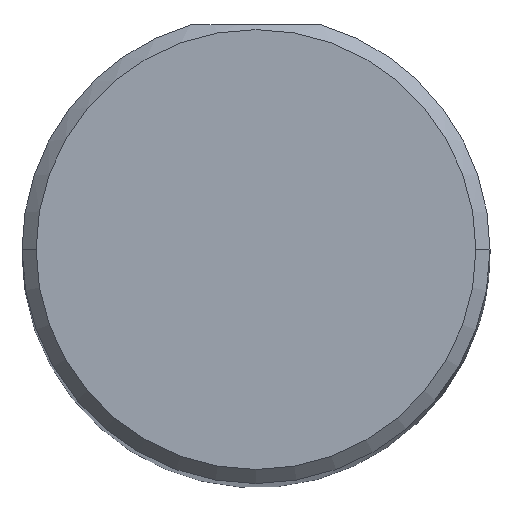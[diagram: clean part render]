
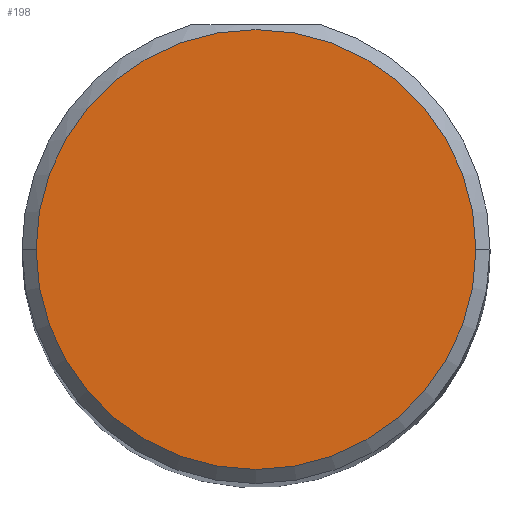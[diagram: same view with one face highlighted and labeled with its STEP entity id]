
A CAD part, top view. The second image highlights one B-rep face of the part: STEP entity #198.
In plain terms, the highlighted planar face has unit normal (0, 0, 1).
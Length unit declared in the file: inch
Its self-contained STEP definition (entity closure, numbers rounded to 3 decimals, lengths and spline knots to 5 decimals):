
#78 = DIRECTION ( 'NONE',  ( -1., 0., 0. ) ) ;
#146 = DIRECTION ( 'NONE',  ( 0., 0., -1. ) ) ;
#159 = CIRCLE ( 'NONE', #257, 0.235 ) ;
#167 = ORIENTED_EDGE ( 'NONE', *, *, #524, .F. ) ;
#198 = ADVANCED_FACE ( 'NONE', ( #275 ), #522, .T. ) ;
#221 = CARTESIAN_POINT ( 'NONE',  ( 0.765, 0., 3. ) ) ;
#229 = EDGE_LOOP ( 'NONE', ( #167, #711 ) ) ;
#257 = AXIS2_PLACEMENT_3D ( 'NONE', #633, #146, #78 ) ;
#275 = FACE_OUTER_BOUND ( 'NONE', #229, .T. ) ;
#332 = AXIS2_PLACEMENT_3D ( 'NONE', #388, #518, #575 ) ;
#342 = CIRCLE ( 'NONE', #428, 0.235 ) ;
#369 = DIRECTION ( 'NONE',  ( 0., 0., -1. ) ) ;
#388 = CARTESIAN_POINT ( 'NONE',  ( 1., 0., 3. ) ) ;
#413 = EDGE_CURVE ( 'NONE', #624, #536, #342, .T. ) ;
#428 = AXIS2_PLACEMENT_3D ( 'NONE', #742, #369, #497 ) ;
#497 = DIRECTION ( 'NONE',  ( -1., 0., 0. ) ) ;
#518 = DIRECTION ( 'NONE',  ( 0., 0., 1. ) ) ;
#522 = PLANE ( 'NONE',  #332 ) ;
#524 = EDGE_CURVE ( 'NONE', #536, #624, #159, .T. ) ;
#536 = VERTEX_POINT ( 'NONE', #637 ) ;
#575 = DIRECTION ( 'NONE',  ( -1., 0., 0. ) ) ;
#624 = VERTEX_POINT ( 'NONE', #221 ) ;
#633 = CARTESIAN_POINT ( 'NONE',  ( 1., 0., 3. ) ) ;
#637 = CARTESIAN_POINT ( 'NONE',  ( 1.235, 0., 3. ) ) ;
#711 = ORIENTED_EDGE ( 'NONE', *, *, #413, .F. ) ;
#742 = CARTESIAN_POINT ( 'NONE',  ( 1., 0., 3. ) ) ;
